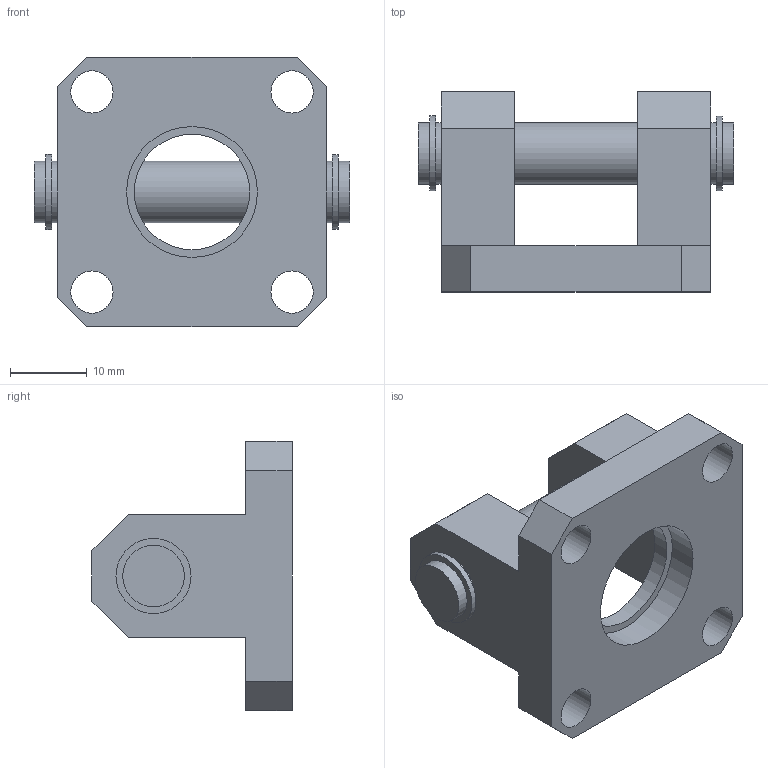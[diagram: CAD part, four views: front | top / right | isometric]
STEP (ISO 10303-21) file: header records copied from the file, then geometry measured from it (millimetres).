
FILE_DESCRIPTION(/* description */ ('Unknown'),/* implementation_level */ '2;1');
FILE_NAME(/* name */ '1500.20.09F',/* time_stamp */ '2022-08-19T11:52:04-04:00',/* author */ ('Unknown'),/* organization */ ('Unknown'),/* preprocessor_version */ 'ST-DEVELOPER v18.1',/* originating_system */ 'Solid Edge',/* authorisation */ 'Unknown');
FILE_SCHEMA (('AUTOMOTIVE_DESIGN {1 0 10303 214 3 1 1}'));
Length unit declared in the file: millimetre
Products named in the file (1): 1500.20.09F
Bounding box: 41 x 26 x 35 mm (x, y, z)
Volume: 12148.4 mm3; surface area: 5757.2 mm2
Topology: 1 solids, 1 shells, 42 faces, 104 edges, 71 vertices
Faces by surface type: plane 29, cylinder 13
Full cylindrical faces by diameter (mm): 5.5 x4, 8 x5, 9.7 x1, 9.75 x1, 15 x1, 17 x1
Entity records: 1198 total; most frequent: DIRECTION 198, CARTESIAN_POINT 195, ORIENTED_EDGE 172, EDGE_CURVE 86, EDGE_LOOP 74, FACE_BOUND 74, AXIS2_PLACEMENT_3D 69, VERTEX_POINT 66
